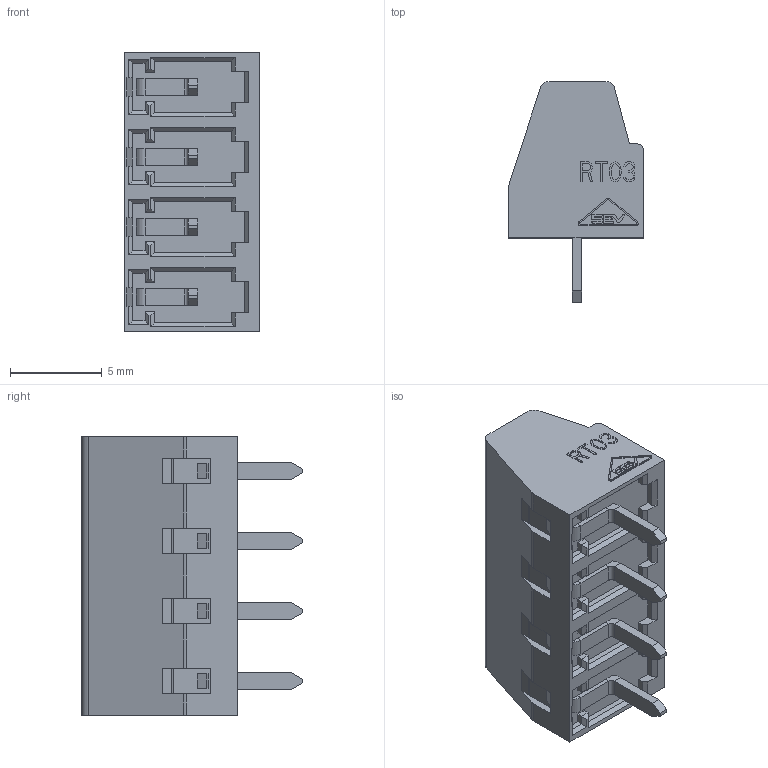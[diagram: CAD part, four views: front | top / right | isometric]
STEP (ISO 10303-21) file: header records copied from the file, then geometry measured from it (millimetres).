
FILE_DESCRIPTION((''),'2;1');
FILE_NAME('31086104_SW0002','2023-10-26T07:15:58',('antonh'),(''),'CREO PARAMETRIC BY PTC INC, 2022014','CREO PARAMETRIC BY PTC INC, 2022014','');
FILE_SCHEMA(('CONFIG_CONTROL_DESIGN'));
Length unit declared in the file: millimetre
Products named in the file (1): 31086104_SW0002
Bounding box: 7.3 x 12 x 15.19 mm (x, y, z)
Volume: 735.8 mm3; surface area: 790.9 mm2
Topology: 1 solids, 1 shells, 940 faces, 2526 edges, 1635 vertices
Faces by surface type: plane 824, cylinder 82, cone 24, torus 8, sphere 2
Entity records: 29518 total; most frequent: CARTESIAN_POINT 6235, ORIENTED_EDGE 5048, DIRECTION 4396, EDGE_CURVE 2524, VECTOR 2108, LINE 2108, VERTEX_POINT 1635, AXIS2_PLACEMENT_3D 1144
